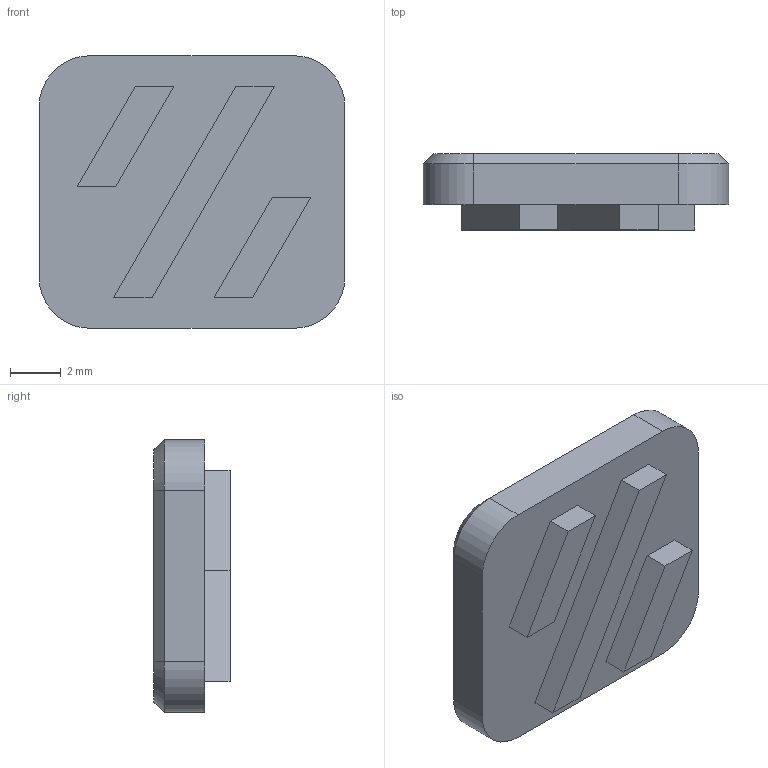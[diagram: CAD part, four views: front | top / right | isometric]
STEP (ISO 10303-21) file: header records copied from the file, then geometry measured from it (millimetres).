
FILE_DESCRIPTION(/* description */ (''),/* implementation_level */ '2;1');
FILE_NAME(/* name */ '[c]_Voron_Diffuser.step',/* time_stamp */ '2025-04-22T18:26:32+03:00',/* author */ (''),/* organization */ (''),/* preprocessor_version */ 'ST-DEVELOPER v20.1',/* originating_system */ 'Autodesk Translation Framework v14.4.0.0',/* authorisation */ '');
FILE_SCHEMA (('AUTOMOTIVE_DESIGN { 1 0 10303 214 3 1 1 }'));
Length unit declared in the file: millimetre
Products named in the file (1): [c]_Voron_Diffuser
Bounding box: 12.06 x 3 x 10.75 mm (x, y, z)
Volume: 273.9 mm3; surface area: 373.5 mm2
Topology: 1 solids, 1 shells, 33 faces, 76 edges, 48 vertices
Faces by surface type: plane 25, cone 4, cylinder 4
Entity records: 958 total; most frequent: CARTESIAN_POINT 158, DIRECTION 156, ORIENTED_EDGE 152, EDGE_CURVE 76, LINE 64, VECTOR 64, VERTEX_POINT 48, AXIS2_PLACEMENT_3D 46
